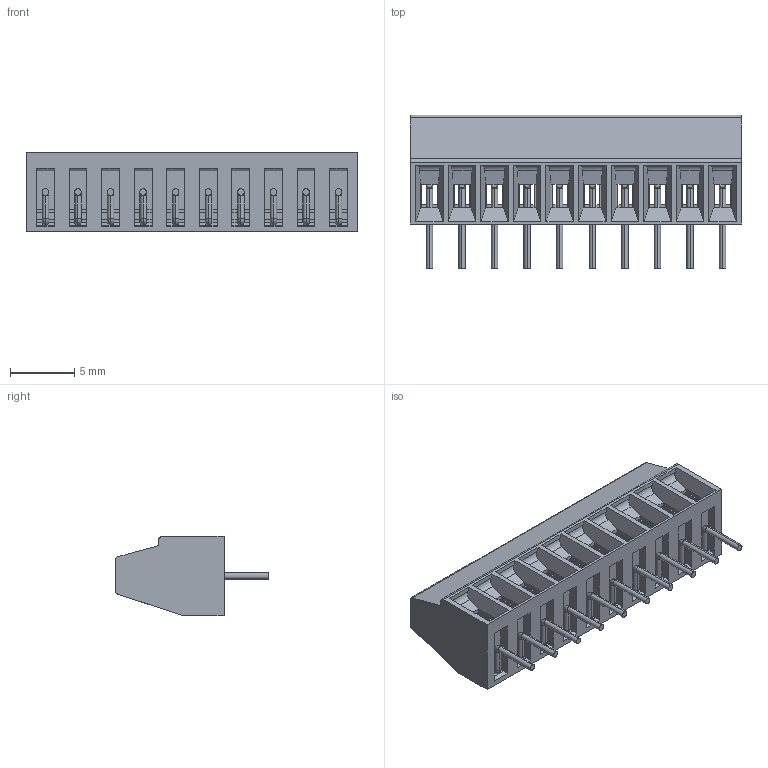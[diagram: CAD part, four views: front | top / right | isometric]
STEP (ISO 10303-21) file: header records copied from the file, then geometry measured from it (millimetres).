
FILE_DESCRIPTION (( 'STEP AP214' ), '1' );
FILE_NAME ('1725737.STEP', '2019-04-18T23:48:49', ( '' ), ( '' ), 'SwSTEP 2.0', 'SolidWorks 2017', '' );
FILE_SCHEMA (( 'AUTOMOTIVE_DESIGN' ));
Length unit declared in the file: millimetre
Products named in the file (1): 1725737
Bounding box: 25.86 x 12 x 6.2 mm (x, y, z)
Volume: 706.7 mm3; surface area: 2572.6 mm2
Topology: 31 solids, 31 shells, 612 faces, 1540 edges, 980 vertices
Faces by surface type: plane 419, cylinder 133, torus 60
Entity records: 18534 total; most frequent: CARTESIAN_POINT 3193, DIRECTION 3112, ORIENTED_EDGE 3080, EDGE_CURVE 1540, VECTOR 1154, LINE 1154, VERTEX_POINT 980, AXIS2_PLACEMENT_3D 979
